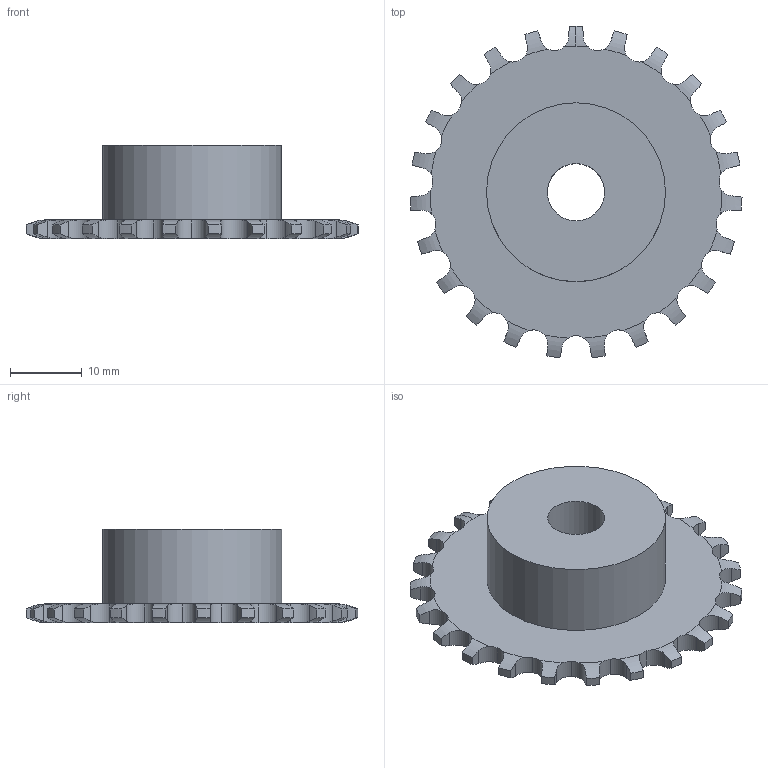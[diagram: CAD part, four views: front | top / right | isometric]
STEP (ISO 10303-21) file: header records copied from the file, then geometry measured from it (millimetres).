
FILE_DESCRIPTION(('FreeCAD Model'),'2;1');
FILE_NAME('Open CASCADE Shape Model','2021-02-25T15:56:09',( 'Simone Bignetti'),(''),'Open CASCADE STEP processor 7.4','FreeCAD', 'Unknown');
FILE_SCHEMA(('AUTOMOTIVE_DESIGN { 1 0 10303 214 1 1 1 1 }'));
Length unit declared in the file: millimetre
Products named in the file (1): Hole
Bounding box: 46.38 x 46.29 x 13 mm (x, y, z)
Volume: 8125.5 mm3; surface area: 4420.8 mm2
Topology: 1 solids, 1 shells, 168 faces, 541 edges, 376 vertices
Faces by surface type: cylinder 117, revolution 48, plane 3
Full cylindrical faces by diameter (mm): 8 x1, 25 x1
Entity records: 19741 total; most frequent: CARTESIAN_POINT 9962, DIRECTION 1602, ORIENTED_EDGE 1082, PCURVE 1082, DEFINITIONAL_REPRESENTATION 1082, LINE 641, VECTOR 641, B_SPLINE_CURVE_WITH_KNOTS 552
